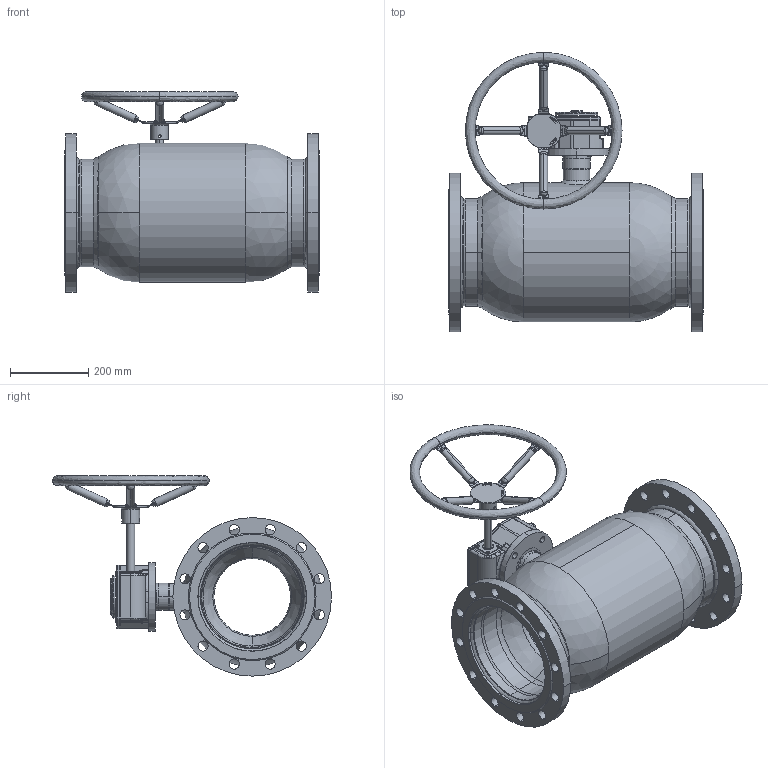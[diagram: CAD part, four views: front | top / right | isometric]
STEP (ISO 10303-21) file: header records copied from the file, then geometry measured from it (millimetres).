
FILE_DESCRIPTION (( 'STEP AP214' ), '1' );
FILE_NAME ('40316250 370.STEP', '2014-01-09T07:52:48', ( 'Broen A/S' ), ( 'Broen A/S' ), 'SwSTEP 2.0', 'SolidWorks 2011', '' );
FILE_SCHEMA (( 'AUTOMOTIVE_DESIGN' ));
Length unit declared in the file: millimetre
Products named in the file (1): 40316250 370
Bounding box: 650 x 712.5 x 511.5 mm (x, y, z)
Surface area: 1745257.6 mm2 (no closed solid volume)
Topology: 0 solids, 58 shells, 847 faces, 3308 edges, 2430 vertices
Faces by surface type: cylinder 290, plane 247, bspline 236, cone 52, torus 18, sphere 4
Entity records: 69671 total; most frequent: CARTESIAN_POINT 35226, ORIENTED_EDGE 5062, DIRECTION 4527, EDGE_CURVE 3279, VERTEX_POINT 2430, AXIS2_PLACEMENT_3D 1551, VECTOR 1425, LINE 1425
